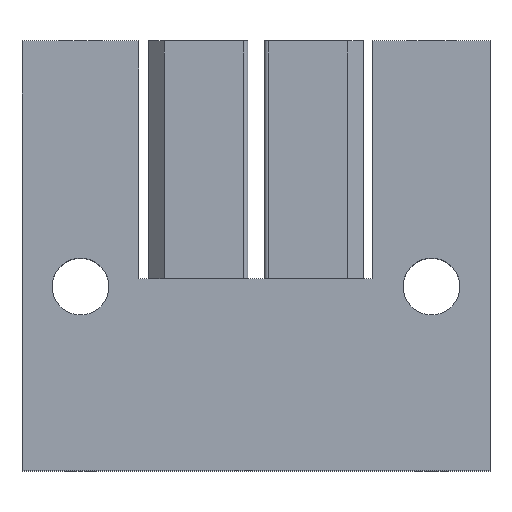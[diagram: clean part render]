
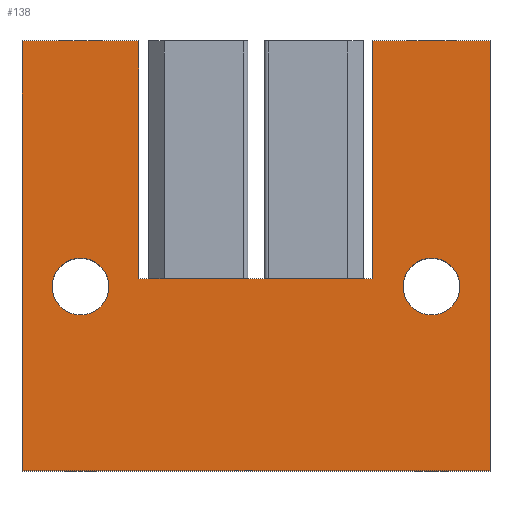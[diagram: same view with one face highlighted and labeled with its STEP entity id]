
A CAD part, top view. The second image highlights one B-rep face of the part: STEP entity #138.
In plain terms, the highlighted planar face has unit normal (0, 0, 1).
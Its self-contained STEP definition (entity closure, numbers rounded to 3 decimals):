
#34=AXIS2_PLACEMENT_3D('Plane Axis2P3D',#31,#32,#33) ;
#104=AXIS2_PLACEMENT_3D('Circle Axis2P3D',#102,#103,$) ;
#113=AXIS2_PLACEMENT_3D('Circle Axis2P3D',#111,#112,$) ;
#122=AXIS2_PLACEMENT_3D('Circle Axis2P3D',#120,#121,$) ;
#131=AXIS2_PLACEMENT_3D('Circle Axis2P3D',#129,#130,$) ;
#31=CARTESIAN_POINT('Axis2P3D Location',(7.62,0.,14.9)) ;
#36=CARTESIAN_POINT('Line Origine',(30.48,14.,14.9)) ;
#40=CARTESIAN_POINT('Vertex',(30.48,0.,14.9)) ;
#42=CARTESIAN_POINT('Vertex',(30.48,28.,14.9)) ;
#45=CARTESIAN_POINT('Line Origine',(26.67,28.,14.9)) ;
#49=CARTESIAN_POINT('Vertex',(22.86,28.,14.9)) ;
#52=CARTESIAN_POINT('Line Origine',(22.86,20.25,14.9)) ;
#56=CARTESIAN_POINT('Vertex',(22.86,12.5,14.9)) ;
#59=CARTESIAN_POINT('Line Origine',(15.24,12.5,14.9)) ;
#63=CARTESIAN_POINT('Vertex',(7.62,12.5,14.9)) ;
#66=CARTESIAN_POINT('Line Origine',(7.62,20.25,14.9)) ;
#70=CARTESIAN_POINT('Vertex',(7.62,28.,14.9)) ;
#73=CARTESIAN_POINT('Line Origine',(3.81,28.,14.9)) ;
#77=CARTESIAN_POINT('Vertex',(0.,28.,14.9)) ;
#80=CARTESIAN_POINT('Line Origine',(0.,14.,14.9)) ;
#84=CARTESIAN_POINT('Vertex',(0.,0.,14.9)) ;
#87=CARTESIAN_POINT('Line Origine',(15.24,0.,14.9)) ;
#102=CARTESIAN_POINT('Axis2P3D Location',(3.81,12.,14.9)) ;
#106=CARTESIAN_POINT('Vertex',(3.81,13.85,14.9)) ;
#108=CARTESIAN_POINT('Vertex',(3.81,10.15,14.9)) ;
#111=CARTESIAN_POINT('Axis2P3D Location',(3.81,12.,14.9)) ;
#120=CARTESIAN_POINT('Axis2P3D Location',(26.67,12.,14.9)) ;
#124=CARTESIAN_POINT('Vertex',(26.67,13.85,14.9)) ;
#126=CARTESIAN_POINT('Vertex',(26.67,10.15,14.9)) ;
#129=CARTESIAN_POINT('Axis2P3D Location',(26.67,12.,14.9)) ;
#32=DIRECTION('Axis2P3D Direction',(0.,0.,1.)) ;
#33=DIRECTION('Axis2P3D XDirection',(1.,0.,0.)) ;
#37=DIRECTION('Vector Direction',(0.,-1.,0.)) ;
#46=DIRECTION('Vector Direction',(1.,0.,0.)) ;
#53=DIRECTION('Vector Direction',(0.,-1.,0.)) ;
#60=DIRECTION('Vector Direction',(1.,0.,0.)) ;
#67=DIRECTION('Vector Direction',(0.,-1.,0.)) ;
#74=DIRECTION('Vector Direction',(1.,0.,0.)) ;
#81=DIRECTION('Vector Direction',(0.,-1.,0.)) ;
#88=DIRECTION('Vector Direction',(1.,0.,0.)) ;
#103=DIRECTION('Axis2P3D Direction',(0.,0.,1.)) ;
#112=DIRECTION('Axis2P3D Direction',(0.,0.,1.)) ;
#121=DIRECTION('Axis2P3D Direction',(0.,0.,1.)) ;
#130=DIRECTION('Axis2P3D Direction',(0.,0.,1.)) ;
#38=VECTOR('Line Direction',#37,1.) ;
#47=VECTOR('Line Direction',#46,1.) ;
#54=VECTOR('Line Direction',#53,1.) ;
#61=VECTOR('Line Direction',#60,1.) ;
#68=VECTOR('Line Direction',#67,1.) ;
#75=VECTOR('Line Direction',#74,1.) ;
#82=VECTOR('Line Direction',#81,1.) ;
#89=VECTOR('Line Direction',#88,1.) ;
#93=ORIENTED_EDGE('',*,*,#44,.T.) ;
#94=ORIENTED_EDGE('',*,*,#51,.T.) ;
#95=ORIENTED_EDGE('',*,*,#58,.F.) ;
#96=ORIENTED_EDGE('',*,*,#65,.T.) ;
#97=ORIENTED_EDGE('',*,*,#72,.T.) ;
#98=ORIENTED_EDGE('',*,*,#79,.F.) ;
#99=ORIENTED_EDGE('',*,*,#86,.F.) ;
#100=ORIENTED_EDGE('',*,*,#91,.T.) ;
#117=ORIENTED_EDGE('',*,*,#110,.F.) ;
#118=ORIENTED_EDGE('',*,*,#115,.F.) ;
#135=ORIENTED_EDGE('',*,*,#128,.T.) ;
#136=ORIENTED_EDGE('',*,*,#133,.T.) ;
#119=FACE_BOUND('',#116,.T.) ;
#137=FACE_BOUND('',#134,.T.) ;
#138=ADVANCED_FACE('HOUSING',(#101,#119,#137),#35,.T.) ;
#105=CIRCLE('generated circle',#104,1.85) ;
#114=CIRCLE('generated circle',#113,1.85) ;
#123=CIRCLE('generated circle',#122,1.85) ;
#132=CIRCLE('generated circle',#131,1.85) ;
#44=EDGE_CURVE('',#41,#43,#39,.F.) ;
#51=EDGE_CURVE('',#43,#50,#48,.F.) ;
#58=EDGE_CURVE('',#57,#50,#55,.F.) ;
#65=EDGE_CURVE('',#57,#64,#62,.F.) ;
#72=EDGE_CURVE('',#64,#71,#69,.F.) ;
#79=EDGE_CURVE('',#78,#71,#76,.T.) ;
#86=EDGE_CURVE('',#85,#78,#83,.F.) ;
#91=EDGE_CURVE('',#85,#41,#90,.T.) ;
#110=EDGE_CURVE('',#107,#109,#105,.T.) ;
#115=EDGE_CURVE('',#109,#107,#114,.T.) ;
#128=EDGE_CURVE('',#125,#127,#123,.F.) ;
#133=EDGE_CURVE('',#127,#125,#132,.F.) ;
#92=EDGE_LOOP('',(#93,#94,#95,#96,#97,#98,#99,#100)) ;
#116=EDGE_LOOP('',(#117,#118)) ;
#134=EDGE_LOOP('',(#135,#136)) ;
#101=FACE_OUTER_BOUND('',#92,.T.) ;
#39=LINE('Line',#36,#38) ;
#48=LINE('Line',#45,#47) ;
#55=LINE('Line',#52,#54) ;
#62=LINE('Line',#59,#61) ;
#69=LINE('Line',#66,#68) ;
#76=LINE('Line',#73,#75) ;
#83=LINE('Line',#80,#82) ;
#90=LINE('Line',#87,#89) ;
#35=PLANE('',#34) ;
#41=VERTEX_POINT('',#40) ;
#43=VERTEX_POINT('',#42) ;
#50=VERTEX_POINT('',#49) ;
#57=VERTEX_POINT('',#56) ;
#64=VERTEX_POINT('',#63) ;
#71=VERTEX_POINT('',#70) ;
#78=VERTEX_POINT('',#77) ;
#85=VERTEX_POINT('',#84) ;
#107=VERTEX_POINT('',#106) ;
#109=VERTEX_POINT('',#108) ;
#125=VERTEX_POINT('',#124) ;
#127=VERTEX_POINT('',#126) ;
